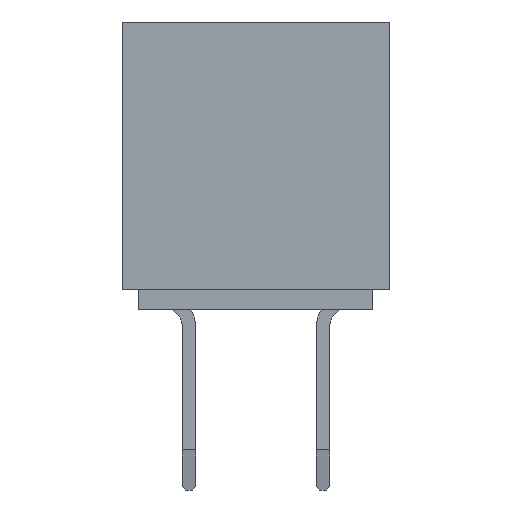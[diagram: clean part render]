
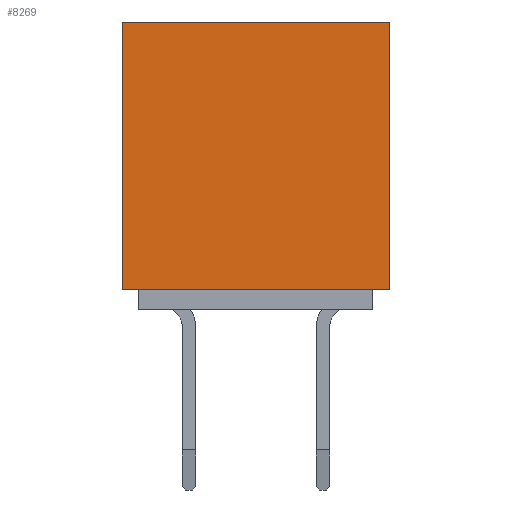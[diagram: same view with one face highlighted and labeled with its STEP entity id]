
A CAD part, left-side view. The second image highlights one B-rep face of the part: STEP entity #8269.
In plain terms, the highlighted planar face has unit normal (-1, 0, 0).
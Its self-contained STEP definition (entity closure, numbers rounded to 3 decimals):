
#590=ORIENTED_EDGE('',*,*,#2970,.T.);
#591=ORIENTED_EDGE('',*,*,#2971,.T.);
#592=ORIENTED_EDGE('',*,*,#2674,.T.);
#593=ORIENTED_EDGE('',*,*,#2972,.F.);
#2674=EDGE_CURVE('',#3875,#3873,#4624,.T.);
#2970=EDGE_CURVE('',#4150,#4151,#4920,.T.);
#2971=EDGE_CURVE('',#4151,#3875,#4921,.T.);
#2972=EDGE_CURVE('',#4150,#3873,#4922,.T.);
#3873=VERTEX_POINT('',#11558);
#3875=VERTEX_POINT('',#11561);
#4150=VERTEX_POINT('',#12172);
#4151=VERTEX_POINT('',#12173);
#4624=LINE('',#11560,#5748);
#4920=LINE('',#12171,#6044);
#4921=LINE('',#12174,#6045);
#4922=LINE('',#12175,#6046);
#5748=VECTOR('',#9307,1000.);
#6044=VECTOR('',#9683,1000.);
#6045=VECTOR('',#9684,1000.);
#6046=VECTOR('',#9685,1000.);
#6884=EDGE_LOOP('',(#590,#591,#592,#593));
#7380=FACE_BOUND('',#6884,.T.);
#7856=PLANE('',#8751);
#8269=ADVANCED_FACE('',(#7380),#7856,.T.);
#8751=AXIS2_PLACEMENT_3D('',#12170,#9681,#9682);
#9307=DIRECTION('',(0.,1.,0.));
#9681=DIRECTION('',(-1.,0.,0.));
#9682=DIRECTION('',(0.,0.,1.));
#9683=DIRECTION('',(0.,-1.,0.));
#9684=DIRECTION('',(0.,0.,1.));
#9685=DIRECTION('',(0.,0.,1.));
#11558=CARTESIAN_POINT('',(-10.3,2.,2.15));
#11560=CARTESIAN_POINT('',(-10.3,-2.,2.15));
#11561=CARTESIAN_POINT('',(-10.3,-2.,2.15));
#12170=CARTESIAN_POINT('',(-10.3,-2.,-2.15));
#12171=CARTESIAN_POINT('',(-10.3,2.,-1.85));
#12172=CARTESIAN_POINT('',(-10.3,2.,-1.85));
#12173=CARTESIAN_POINT('',(-10.3,-2.,-1.85));
#12174=CARTESIAN_POINT('',(-10.3,-2.,-2.15));
#12175=CARTESIAN_POINT('',(-10.3,2.,-2.15));
